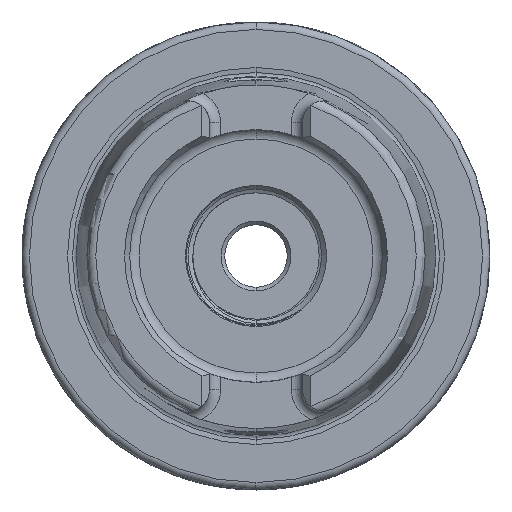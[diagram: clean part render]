
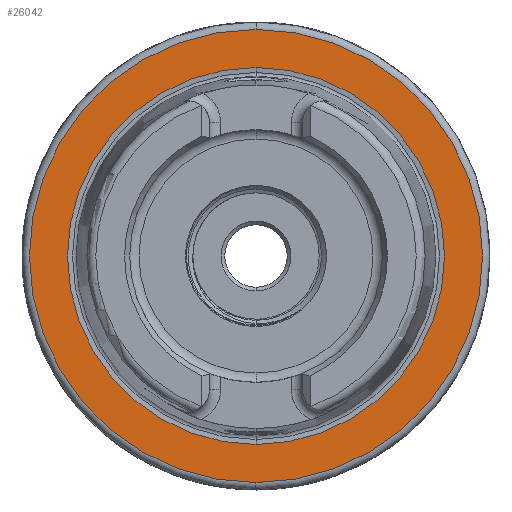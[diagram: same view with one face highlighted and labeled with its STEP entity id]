
A CAD part, left-side view. The second image highlights one B-rep face of the part: STEP entity #26042.
In plain terms, the highlighted planar face has unit normal (-1, 0, 0).
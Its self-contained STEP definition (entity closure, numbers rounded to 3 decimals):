
#5161 = EDGE_LOOP ( 'NONE', ( #11882, #11883 ) ) ;
#6065 = CIRCLE ( 'NONE', #10147, 30.5 ) ;
#6066 = CIRCLE ( 'NONE', #15907, 25.369 ) ;
#6134 = CIRCLE ( 'NONE', #29336, 25.369 ) ;
#6137 = CIRCLE ( 'NONE', #29344, 30.5 ) ;
#6196 = EDGE_LOOP ( 'NONE', ( #11885, #11884 ) ) ;
#9191 = FACE_OUTER_BOUND ( 'NONE', #5161, .T. ) ;
#9193 = AXIS2_PLACEMENT_3D ( 'NONE', #23485, #23486, #23487 ) ;
#9196 = FACE_BOUND ( 'NONE', #6196, .T. ) ;
#10147 = AXIS2_PLACEMENT_3D ( 'NONE', #12332, #12333, #12334 ) ;
#11882 = ORIENTED_EDGE ( 'NONE', *, *, #17200, .T. ) ;
#11883 = ORIENTED_EDGE ( 'NONE', *, *, #15658, .T. ) ;
#11884 = ORIENTED_EDGE ( 'NONE', *, *, #15659, .T. ) ;
#11885 = ORIENTED_EDGE ( 'NONE', *, *, #17196, .T. ) ;
#12332 = CARTESIAN_POINT ( 'NONE',  ( 0., 0., 0. ) ) ;
#12333 = DIRECTION ( 'NONE',  ( -1., 0., 0. ) ) ;
#12334 = DIRECTION ( 'NONE',  ( 0., 0., 1. ) ) ;
#12335 = CARTESIAN_POINT ( 'NONE',  ( 0., 0., 0. ) ) ;
#12336 = DIRECTION ( 'NONE',  ( 1., 0., 0. ) ) ;
#12337 = DIRECTION ( 'NONE',  ( 0., 0., -1. ) ) ;
#13262 = VERTEX_POINT ( 'NONE', #18070 ) ;
#13312 = VERTEX_POINT ( 'NONE', #18120 ) ;
#14223 = VERTEX_POINT ( 'NONE', #18162 ) ;
#14231 = VERTEX_POINT ( 'NONE', #18170 ) ;
#15658 = EDGE_CURVE ( 'NONE', #14231, #13262, #6065, .T. ) ;
#15659 = EDGE_CURVE ( 'NONE', #14223, #13312, #6066, .T. ) ;
#15907 = AXIS2_PLACEMENT_3D ( 'NONE', #12335, #12336, #12337 ) ;
#17196 = EDGE_CURVE ( 'NONE', #13312, #14223, #6134, .T. ) ;
#17200 = EDGE_CURVE ( 'NONE', #13262, #14231, #6137, .T. ) ;
#18070 = CARTESIAN_POINT ( 'NONE',  ( 0., 0., 30.5 ) ) ;
#18120 = CARTESIAN_POINT ( 'NONE',  ( 0., 0., 25.369 ) ) ;
#18162 = CARTESIAN_POINT ( 'NONE',  ( 0., 0., -25.369 ) ) ;
#18170 = CARTESIAN_POINT ( 'NONE',  ( 0., 0., -30.5 ) ) ;
#23484 = PLANE ( 'NONE',  #9193 ) ;
#23485 = CARTESIAN_POINT ( 'NONE',  ( 0., 25.369, 0. ) ) ;
#23486 = DIRECTION ( 'NONE',  ( -1., 0., 0. ) ) ;
#23487 = DIRECTION ( 'NONE',  ( 0., 0., 1. ) ) ;
#26042 = ADVANCED_FACE ( 'NONE', ( #9191, #9196 ), #23484, .T. ) ;
#26258 = CARTESIAN_POINT ( 'NONE',  ( 0., 0., 0. ) ) ;
#26262 = DIRECTION ( 'NONE',  ( 1., 0., 0. ) ) ;
#26263 = DIRECTION ( 'NONE',  ( 0., 0., -1. ) ) ;
#26273 = CARTESIAN_POINT ( 'NONE',  ( 0., 0., 0. ) ) ;
#26274 = DIRECTION ( 'NONE',  ( -1., 0., 0. ) ) ;
#26275 = DIRECTION ( 'NONE',  ( 0., 0., 1. ) ) ;
#29336 = AXIS2_PLACEMENT_3D ( 'NONE', #26258, #26262, #26263 ) ;
#29344 = AXIS2_PLACEMENT_3D ( 'NONE', #26273, #26274, #26275 ) ;
